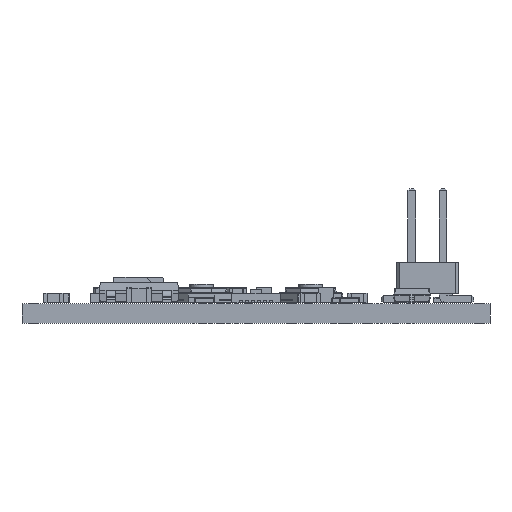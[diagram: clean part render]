
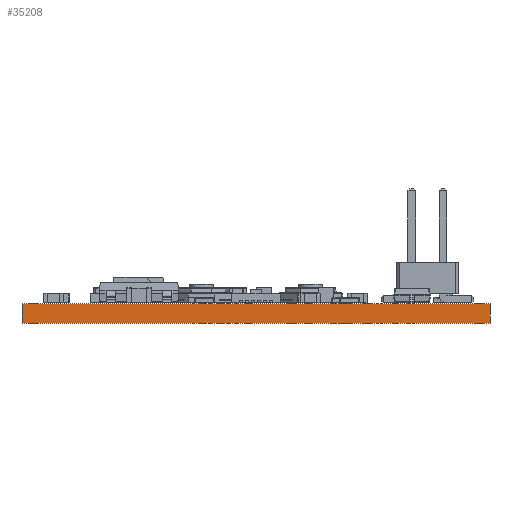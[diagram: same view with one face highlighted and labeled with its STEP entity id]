
A CAD part, front view. The second image highlights one B-rep face of the part: STEP entity #35208.
In plain terms, the highlighted planar face has unit normal (0, -1, 0).
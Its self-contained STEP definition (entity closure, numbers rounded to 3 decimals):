
#35208 = ADVANCED_FACE('',(#35209),#35243,.T.);
#35209 = FACE_BOUND('',#35210,.T.);
#35210 = EDGE_LOOP('',(#35211,#35221,#35229,#35237));
#35211 = ORIENTED_EDGE('',*,*,#35212,.T.);
#35212 = EDGE_CURVE('',#35213,#35215,#35217,.T.);
#35213 = VERTEX_POINT('',#35214);
#35214 = CARTESIAN_POINT('',(165.1,-146.05,0.));
#35215 = VERTEX_POINT('',#35216);
#35216 = CARTESIAN_POINT('',(165.1,-146.05,1.6));
#35217 = LINE('',#35218,#35219);
#35218 = CARTESIAN_POINT('',(165.1,-146.05,0.));
#35219 = VECTOR('',#35220,1.);
#35220 = DIRECTION('',(0.,0.,1.));
#35221 = ORIENTED_EDGE('',*,*,#35222,.T.);
#35222 = EDGE_CURVE('',#35215,#35223,#35225,.T.);
#35223 = VERTEX_POINT('',#35224);
#35224 = CARTESIAN_POINT('',(127.,-146.05,1.6));
#35225 = LINE('',#35226,#35227);
#35226 = CARTESIAN_POINT('',(165.1,-146.05,1.6));
#35227 = VECTOR('',#35228,1.);
#35228 = DIRECTION('',(-1.,0.,0.));
#35229 = ORIENTED_EDGE('',*,*,#35230,.F.);
#35230 = EDGE_CURVE('',#35231,#35223,#35233,.T.);
#35231 = VERTEX_POINT('',#35232);
#35232 = CARTESIAN_POINT('',(127.,-146.05,0.));
#35233 = LINE('',#35234,#35235);
#35234 = CARTESIAN_POINT('',(127.,-146.05,0.));
#35235 = VECTOR('',#35236,1.);
#35236 = DIRECTION('',(0.,0.,1.));
#35237 = ORIENTED_EDGE('',*,*,#35238,.F.);
#35238 = EDGE_CURVE('',#35213,#35231,#35239,.T.);
#35239 = LINE('',#35240,#35241);
#35240 = CARTESIAN_POINT('',(165.1,-146.05,0.));
#35241 = VECTOR('',#35242,1.);
#35242 = DIRECTION('',(-1.,0.,0.));
#35243 = PLANE('',#35244);
#35244 = AXIS2_PLACEMENT_3D('',#35245,#35246,#35247);
#35245 = CARTESIAN_POINT('',(165.1,-146.05,0.));
#35246 = DIRECTION('',(0.,-1.,0.));
#35247 = DIRECTION('',(-1.,0.,0.));
